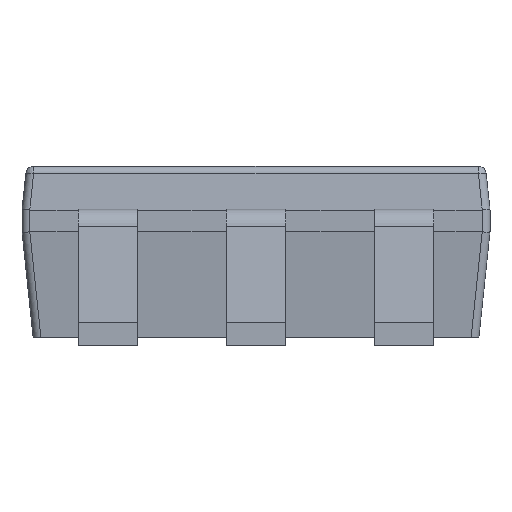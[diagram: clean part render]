
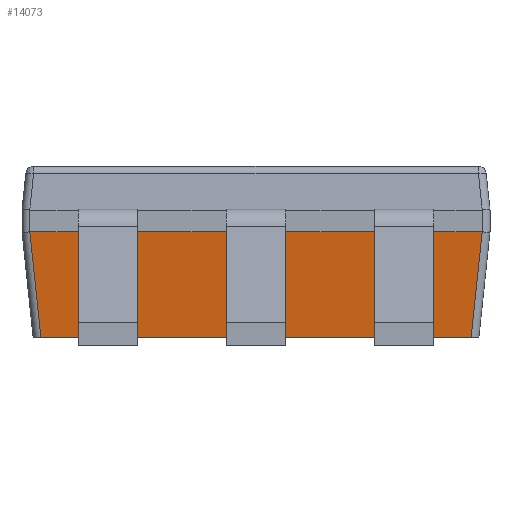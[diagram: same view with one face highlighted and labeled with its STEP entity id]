
A CAD part, left-side view. The second image highlights one B-rep face of the part: STEP entity #14073.
In plain terms, the highlighted planar face has unit normal (-0.995, 0, -0.104).
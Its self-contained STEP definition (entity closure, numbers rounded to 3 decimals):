
#103 = VECTOR ( 'NONE', #11168, 1000. ) ;
#152 = LINE ( 'NONE', #5137, #9217 ) ;
#154 = VECTOR ( 'NONE', #2331, 1000. ) ;
#248 = FACE_OUTER_BOUND ( 'NONE', #13345, .T. ) ;
#452 = VERTEX_POINT ( 'NONE', #13002 ) ;
#533 = ORIENTED_EDGE ( 'NONE', *, *, #6401, .F. ) ;
#578 = CARTESIAN_POINT ( 'NONE',  ( -0.799, 0.76, -0.425 ) ) ;
#601 = ORIENTED_EDGE ( 'NONE', *, *, #3508, .F. ) ;
#717 = ORIENTED_EDGE ( 'NONE', *, *, #7792, .F. ) ;
#1025 = CARTESIAN_POINT ( 'NONE',  ( -0.8, 0.19, -0.42 ) ) ;
#1123 = CARTESIAN_POINT ( 'NONE',  ( -0.8, 0.19, -0.42 ) ) ;
#1136 = ORIENTED_EDGE ( 'NONE', *, *, #6070, .T. ) ;
#1207 = ORIENTED_EDGE ( 'NONE', *, *, #6566, .F. ) ;
#1275 = CARTESIAN_POINT ( 'NONE',  ( -0.8, -1.5, -0.42 ) ) ;
#1297 = LINE ( 'NONE', #6249, #103 ) ;
#1346 = VERTEX_POINT ( 'NONE', #3490 ) ;
#1577 = EDGE_CURVE ( 'NONE', #3969, #14311, #15801, .T. ) ;
#1644 = DIRECTION ( 'NONE',  ( 0., -1., 0. ) ) ;
#1811 = LINE ( 'NONE', #6767, #7321 ) ;
#1857 = LINE ( 'NONE', #6814, #9263 ) ;
#1878 = LINE ( 'NONE', #6835, #4052 ) ;
#2331 = DIRECTION ( 'NONE',  ( 0., -1., 0. ) ) ;
#2851 = CARTESIAN_POINT ( 'NONE',  ( -0.8, -1.5, -0.42 ) ) ;
#2990 = VECTOR ( 'NONE', #15407, 1000. ) ;
#2996 = CARTESIAN_POINT ( 'NONE',  ( -0.729, 1.379, -1.1 ) ) ;
#3114 = VERTEX_POINT ( 'NONE', #4424 ) ;
#3442 = VERTEX_POINT ( 'NONE', #12976 ) ;
#3490 = CARTESIAN_POINT ( 'NONE',  ( -0.8, -1.14, -0.42 ) ) ;
#3495 = DIRECTION ( 'NONE',  ( 0., -1., 0. ) ) ;
#3508 = EDGE_CURVE ( 'NONE', #13727, #6137, #12162, .T. ) ;
#3563 = DIRECTION ( 'NONE',  ( 0.105, 0., -0.995 ) ) ;
#3633 = CARTESIAN_POINT ( 'NONE',  ( -0.8, -0.19, -0.42 ) ) ;
#3677 = EDGE_CURVE ( 'NONE', #4146, #12870, #1878, .T. ) ;
#3690 = DIRECTION ( 'NONE',  ( 0.105, 0., -0.995 ) ) ;
#3830 = CARTESIAN_POINT ( 'NONE',  ( -0.8, 0.76, -0.42 ) ) ;
#3914 = VERTEX_POINT ( 'NONE', #3830 ) ;
#3956 = EDGE_CURVE ( 'NONE', #13276, #14311, #152, .T. ) ;
#3969 = VERTEX_POINT ( 'NONE', #15033 ) ;
#4052 = VECTOR ( 'NONE', #11759, 1000. ) ;
#4146 = VERTEX_POINT ( 'NONE', #4553 ) ;
#4405 = VECTOR ( 'NONE', #3563, 1000. ) ;
#4415 = VECTOR ( 'NONE', #1644, 1000. ) ;
#4424 = CARTESIAN_POINT ( 'NONE',  ( -0.8, -1.45, -0.42 ) ) ;
#4553 = CARTESIAN_POINT ( 'NONE',  ( -0.799, -0.19, -0.425 ) ) ;
#4687 = CARTESIAN_POINT ( 'NONE',  ( -0.768, 1.418, -0.723 ) ) ;
#4748 = DIRECTION ( 'NONE',  ( -0.104, -0.104, 0.989 ) ) ;
#4754 = ORIENTED_EDGE ( 'NONE', *, *, #11804, .F. ) ;
#4757 = LINE ( 'NONE', #9675, #13271 ) ;
#4813 = LINE ( 'NONE', #9733, #14787 ) ;
#5137 = CARTESIAN_POINT ( 'NONE',  ( -0.729, 0., -1.1 ) ) ;
#5221 = CARTESIAN_POINT ( 'NONE',  ( -0.729, -1.379, -1.1 ) ) ;
#5224 = PLANE ( 'NONE',  #14429 ) ;
#5350 = CARTESIAN_POINT ( 'NONE',  ( -0.8, -1.45, -0.42 ) ) ;
#5429 = ORIENTED_EDGE ( 'NONE', *, *, #3956, .F. ) ;
#5513 = VECTOR ( 'NONE', #6223, 1000. ) ;
#5519 = LINE ( 'NONE', #10435, #2990 ) ;
#5794 = VECTOR ( 'NONE', #9594, 1000. ) ;
#5912 = ORIENTED_EDGE ( 'NONE', *, *, #13603, .F. ) ;
#5982 = DIRECTION ( 'NONE',  ( 0.105, 0., -0.995 ) ) ;
#6043 = LINE ( 'NONE', #10964, #10564 ) ;
#6070 = EDGE_CURVE ( 'NONE', #13276, #9046, #10885, .T. ) ;
#6121 = EDGE_CURVE ( 'NONE', #12650, #9192, #6043, .T. ) ;
#6137 = VERTEX_POINT ( 'NONE', #13527 ) ;
#6223 = DIRECTION ( 'NONE',  ( 0., -1., 0. ) ) ;
#6249 = CARTESIAN_POINT ( 'NONE',  ( -0.799, 0.19, -0.425 ) ) ;
#6401 = EDGE_CURVE ( 'NONE', #14625, #13037, #4813, .T. ) ;
#6566 = EDGE_CURVE ( 'NONE', #452, #14625, #9692, .T. ) ;
#6767 = CARTESIAN_POINT ( 'NONE',  ( -0.8, -1.5, -0.42 ) ) ;
#6814 = CARTESIAN_POINT ( 'NONE',  ( -0.8, -1.5, -0.42 ) ) ;
#6835 = CARTESIAN_POINT ( 'NONE',  ( -0.803, -0.19, -0.394 ) ) ;
#7321 = VECTOR ( 'NONE', #11690, 1000. ) ;
#7784 = DIRECTION ( 'NONE',  ( 0.995, 0., 0.105 ) ) ;
#7792 = EDGE_CURVE ( 'NONE', #6137, #4146, #1297, .T. ) ;
#7799 = LINE ( 'NONE', #12774, #4415 ) ;
#8469 = LINE ( 'NONE', #13467, #154 ) ;
#8494 = VECTOR ( 'NONE', #4748, 1000. ) ;
#8654 = CARTESIAN_POINT ( 'NONE',  ( -0.8, -0.76, -0.42 ) ) ;
#9046 = VERTEX_POINT ( 'NONE', #5350 ) ;
#9192 = VERTEX_POINT ( 'NONE', #12567 ) ;
#9217 = VECTOR ( 'NONE', #10049, 1000. ) ;
#9263 = VECTOR ( 'NONE', #11738, 1000. ) ;
#9594 = DIRECTION ( 'NONE',  ( 0.104, -0.104, -0.989 ) ) ;
#9621 = LINE ( 'NONE', #14621, #11868 ) ;
#9675 = CARTESIAN_POINT ( 'NONE',  ( -0.803, 0.76, -0.394 ) ) ;
#9692 = LINE ( 'NONE', #14688, #4405 ) ;
#9733 = CARTESIAN_POINT ( 'NONE',  ( -0.799, 1.14, -0.425 ) ) ;
#9738 = ORIENTED_EDGE ( 'NONE', *, *, #12610, .F. ) ;
#9825 = LINE ( 'NONE', #14824, #11140 ) ;
#9976 = VECTOR ( 'NONE', #5982, 1000. ) ;
#10049 = DIRECTION ( 'NONE',  ( 0., 1., 0. ) ) ;
#10219 = ORIENTED_EDGE ( 'NONE', *, *, #6121, .F. ) ;
#10366 = EDGE_CURVE ( 'NONE', #3914, #13727, #1857, .T. ) ;
#10435 = CARTESIAN_POINT ( 'NONE',  ( -0.803, -1.14, -0.394 ) ) ;
#10482 = EDGE_CURVE ( 'NONE', #3114, #9046, #9621, .T. ) ;
#10564 = VECTOR ( 'NONE', #15947, 1000. ) ;
#10794 = EDGE_CURVE ( 'NONE', #3442, #452, #8469, .T. ) ;
#10885 = LINE ( 'NONE', #15868, #8494 ) ;
#10964 = CARTESIAN_POINT ( 'NONE',  ( -0.799, -0.76, -0.425 ) ) ;
#11140 = VECTOR ( 'NONE', #3690, 1000. ) ;
#11143 = ORIENTED_EDGE ( 'NONE', *, *, #10366, .F. ) ;
#11168 = DIRECTION ( 'NONE',  ( 0., -1., 0. ) ) ;
#11620 = ORIENTED_EDGE ( 'NONE', *, *, #10482, .F. ) ;
#11690 = DIRECTION ( 'NONE',  ( 0., -1., 0. ) ) ;
#11700 = ORIENTED_EDGE ( 'NONE', *, *, #10794, .F. ) ;
#11738 = DIRECTION ( 'NONE',  ( 0., -1., 0. ) ) ;
#11759 = DIRECTION ( 'NONE',  ( -0.105, 0., 0.995 ) ) ;
#11763 = ORIENTED_EDGE ( 'NONE', *, *, #12108, .F. ) ;
#11804 = EDGE_CURVE ( 'NONE', #15774, #12650, #9825, .T. ) ;
#11868 = VECTOR ( 'NONE', #3495, 1000. ) ;
#12108 = EDGE_CURVE ( 'NONE', #13037, #3914, #4757, .T. ) ;
#12161 = ORIENTED_EDGE ( 'NONE', *, *, #1577, .T. ) ;
#12162 = LINE ( 'NONE', #1025, #9976 ) ;
#12401 = LINE ( 'NONE', #1275, #5513 ) ;
#12480 = CARTESIAN_POINT ( 'NONE',  ( -0.799, -0.76, -0.425 ) ) ;
#12567 = CARTESIAN_POINT ( 'NONE',  ( -0.799, -1.14, -0.425 ) ) ;
#12610 = EDGE_CURVE ( 'NONE', #1346, #3114, #12401, .T. ) ;
#12650 = VERTEX_POINT ( 'NONE', #12480 ) ;
#12754 = DIRECTION ( 'NONE',  ( 0., -1., 0. ) ) ;
#12774 = CARTESIAN_POINT ( 'NONE',  ( -0.8, -1.5, -0.42 ) ) ;
#12870 = VERTEX_POINT ( 'NONE', #3633 ) ;
#12976 = CARTESIAN_POINT ( 'NONE',  ( -0.8, 1.45, -0.42 ) ) ;
#13002 = CARTESIAN_POINT ( 'NONE',  ( -0.8, 1.14, -0.42 ) ) ;
#13019 = EDGE_CURVE ( 'NONE', #3969, #3442, #1811, .T. ) ;
#13037 = VERTEX_POINT ( 'NONE', #578 ) ;
#13267 = CARTESIAN_POINT ( 'NONE',  ( -0.799, 1.14, -0.425 ) ) ;
#13271 = VECTOR ( 'NONE', #14672, 1000. ) ;
#13276 = VERTEX_POINT ( 'NONE', #5221 ) ;
#13345 = EDGE_LOOP ( 'NONE', ( #5429, #1136, #11620, #9738, #5912, #10219, #4754, #14452, #15147, #717, #601, #11143, #11763, #533, #1207, #11700, #16018, #12161 ) ) ;
#13467 = CARTESIAN_POINT ( 'NONE',  ( -0.8, -1.5, -0.42 ) ) ;
#13527 = CARTESIAN_POINT ( 'NONE',  ( -0.799, 0.19, -0.425 ) ) ;
#13603 = EDGE_CURVE ( 'NONE', #9192, #1346, #5519, .T. ) ;
#13727 = VERTEX_POINT ( 'NONE', #1123 ) ;
#14073 = ADVANCED_FACE ( 'NONE', ( #248 ), #5224, .F. ) ;
#14311 = VERTEX_POINT ( 'NONE', #2996 ) ;
#14429 = AXIS2_PLACEMENT_3D ( 'NONE', #2851, #7784, #12754 ) ;
#14452 = ORIENTED_EDGE ( 'NONE', *, *, #15986, .F. ) ;
#14621 = CARTESIAN_POINT ( 'NONE',  ( -0.8, -1.5, -0.42 ) ) ;
#14625 = VERTEX_POINT ( 'NONE', #13267 ) ;
#14672 = DIRECTION ( 'NONE',  ( -0.105, 0., 0.995 ) ) ;
#14688 = CARTESIAN_POINT ( 'NONE',  ( -0.8, 1.14, -0.42 ) ) ;
#14736 = DIRECTION ( 'NONE',  ( 0., -1., 0. ) ) ;
#14787 = VECTOR ( 'NONE', #14736, 1000. ) ;
#14824 = CARTESIAN_POINT ( 'NONE',  ( -0.8, -0.76, -0.42 ) ) ;
#15033 = CARTESIAN_POINT ( 'NONE',  ( -0.8, 1.45, -0.42 ) ) ;
#15147 = ORIENTED_EDGE ( 'NONE', *, *, #3677, .F. ) ;
#15407 = DIRECTION ( 'NONE',  ( -0.105, 0., 0.995 ) ) ;
#15774 = VERTEX_POINT ( 'NONE', #8654 ) ;
#15801 = LINE ( 'NONE', #4687, #5794 ) ;
#15868 = CARTESIAN_POINT ( 'NONE',  ( -0.801, -1.451, -0.415 ) ) ;
#15947 = DIRECTION ( 'NONE',  ( 0., -1., 0. ) ) ;
#15986 = EDGE_CURVE ( 'NONE', #12870, #15774, #7799, .T. ) ;
#16018 = ORIENTED_EDGE ( 'NONE', *, *, #13019, .F. ) ;
